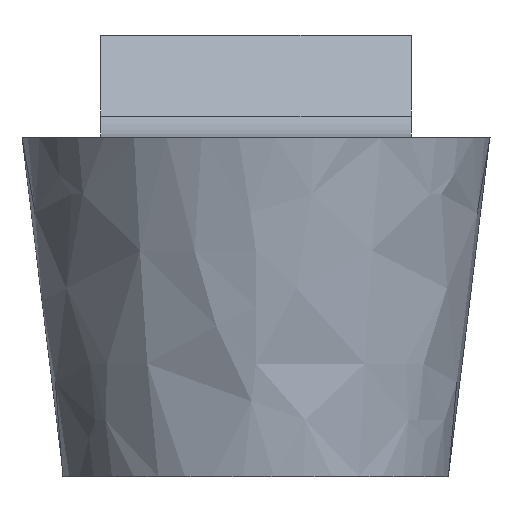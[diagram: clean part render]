
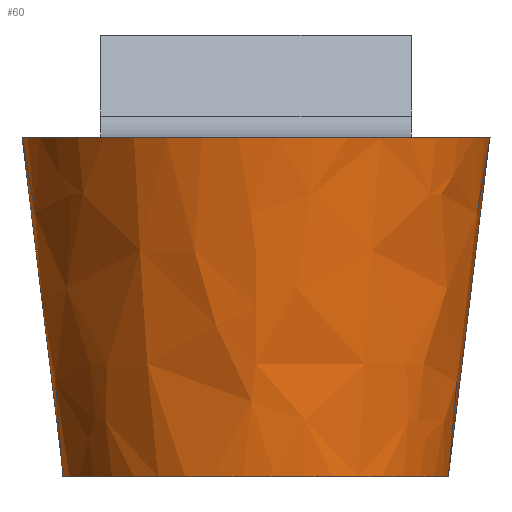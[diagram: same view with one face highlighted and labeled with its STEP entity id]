
A CAD part, front view. The second image highlights one B-rep face of the part: STEP entity #60.
In plain terms, the highlighted free-form (B-spline) face has degree [4, 3] with [11, 4] control points.
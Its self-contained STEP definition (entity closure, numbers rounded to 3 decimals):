
#36=(
BOUNDED_SURFACE()
B_SPLINE_SURFACE(4,3,((#731,#732,#733,#734),(#735,#736,#737,#738),(#739,
#740,#741,#742),(#743,#744,#745,#746),(#747,#748,#749,#750),(#751,#752,
#753,#754),(#755,#756,#757,#758),(#759,#760,#761,#762),(#763,#764,#765,
#766),(#767,#768,#769,#770),(#771,#772,#773,#774)),.UNSPECIFIED.,.F.,.F.,
 .F.)
B_SPLINE_SURFACE_WITH_KNOTS((5,3,3,5),(4,4),(0.,0.333,0.667,
1.),(0.,1.),.UNSPECIFIED.)
GEOMETRIC_REPRESENTATION_ITEM()
RATIONAL_B_SPLINE_SURFACE(((1.003,1.003,1.003,
1.003),(1.003,1.003,1.003,1.003),
(0.988,0.988,0.988,0.988),
(1.003,1.003,1.003,1.003),(1.003,
1.003,1.003,1.003),(0.988,
0.988,0.988,0.988),(1.003,
1.003,1.003,1.003),(1.003,1.003,
1.003,1.003),(0.988,0.988,
0.988,0.988),(1.003,1.003,
1.003,1.003),(1.003,1.003,1.003,
1.003)))
REPRESENTATION_ITEM('')
SURFACE()
);
#39=(
BOUNDED_CURVE()
B_SPLINE_CURVE(3,(#725,#726,#727,#728),.UNSPECIFIED.,.F.,.F.)
B_SPLINE_CURVE_WITH_KNOTS((4,4),(0.,1.),.UNSPECIFIED.)
CURVE()
GEOMETRIC_REPRESENTATION_ITEM()
RATIONAL_B_SPLINE_CURVE((1.003,1.003,1.003,
1.003))
REPRESENTATION_ITEM('')
);
#60=ADVANCED_FACE('',(#93),#36,.F.);
#93=FACE_OUTER_BOUND('',#113,.T.);
#113=EDGE_LOOP('',(#214,#215,#216,#217));
#214=ORIENTED_EDGE('',*,*,#314,.F.);
#215=ORIENTED_EDGE('',*,*,#321,.T.);
#216=ORIENTED_EDGE('',*,*,#284,.F.);
#217=ORIENTED_EDGE('',*,*,#320,.F.);
#248=VERTEX_POINT('',#605);
#249=VERTEX_POINT('',#616);
#266=VERTEX_POINT('',#678);
#267=VERTEX_POINT('',#689);
#284=EDGE_CURVE('',#248,#249,#407,.T.);
#314=EDGE_CURVE('',#266,#267,#410,.T.);
#320=EDGE_CURVE('',#267,#248,#39,.T.);
#321=EDGE_CURVE('',#266,#249,#359,.T.);
#359=LINE('',#730,#396);
#396=VECTOR('',#545,1.);
#407=B_SPLINE_CURVE_WITH_KNOTS('',3,(#606,#607,#608,#609,#610,#611,#612,
#613,#614,#615),.UNSPECIFIED.,.F.,.F.,(4,2,2,2,4),(0.,0.25,0.5,0.75,1.),
 .UNSPECIFIED.);
#410=B_SPLINE_CURVE_WITH_KNOTS('',3,(#679,#680,#681,#682,#683,#684,#685,
#686,#687,#688),.UNSPECIFIED.,.F.,.F.,(4,2,2,2,4),(0.,0.25,0.5,0.75,1.),
 .UNSPECIFIED.);
#545=DIRECTION('',(0.121,-0.011,-0.993));
#605=CARTESIAN_POINT('',(2.602,3.003,-4.584));
#606=CARTESIAN_POINT('',(2.602,3.003,-4.584));
#607=CARTESIAN_POINT('',(2.664,2.301,-4.584));
#608=CARTESIAN_POINT('',(2.402,1.524,-4.584));
#609=CARTESIAN_POINT('',(1.431,0.476,-4.584));
#610=CARTESIAN_POINT('',(0.738,0.163,-4.584));
#611=CARTESIAN_POINT('',(-0.738,0.163,-4.584));
#612=CARTESIAN_POINT('',(-1.421,0.465,-4.584));
#613=CARTESIAN_POINT('',(-2.412,1.534,-4.584));
#614=CARTESIAN_POINT('',(-2.663,2.309,-4.584));
#615=CARTESIAN_POINT('',(-2.602,3.003,-4.584));
#616=CARTESIAN_POINT('',(-2.602,3.003,-4.584));
#678=CARTESIAN_POINT('',(-3.163,3.052,0.));
#679=CARTESIAN_POINT('',(-3.163,3.052,0.));
#680=CARTESIAN_POINT('',(-3.238,2.198,0.));
#681=CARTESIAN_POINT('',(-2.923,1.258,0.));
#682=CARTESIAN_POINT('',(-1.736,-0.023,0.));
#683=CARTESIAN_POINT('',(-0.898,-0.4,0.));
#684=CARTESIAN_POINT('',(0.898,-0.4,0.));
#685=CARTESIAN_POINT('',(1.727,-0.033,0.));
#686=CARTESIAN_POINT('',(2.932,1.268,0.));
#687=CARTESIAN_POINT('',(3.237,2.208,0.));
#688=CARTESIAN_POINT('',(3.163,3.052,0.));
#689=CARTESIAN_POINT('',(3.163,3.052,0.));
#725=CARTESIAN_POINT('',(3.163,3.052,0.));
#726=CARTESIAN_POINT('',(2.976,3.035,-1.528));
#727=CARTESIAN_POINT('',(2.789,3.019,-3.056));
#728=CARTESIAN_POINT('',(2.602,3.003,-4.584));
#730=CARTESIAN_POINT('',(-2.883,3.027,-2.292));
#731=CARTESIAN_POINT('',(-3.163,3.052,0.));
#732=CARTESIAN_POINT('',(-2.976,3.035,-1.528));
#733=CARTESIAN_POINT('',(-2.789,3.019,-3.056));
#734=CARTESIAN_POINT('',(-2.602,3.003,-4.584));
#735=CARTESIAN_POINT('',(-3.236,2.221,0.));
#736=CARTESIAN_POINT('',(-3.044,2.254,-1.528));
#737=CARTESIAN_POINT('',(-2.853,2.287,-3.056));
#738=CARTESIAN_POINT('',(-2.662,2.32,-4.584));
#739=CARTESIAN_POINT('',(-3.023,1.257,0.));
#740=CARTESIAN_POINT('',(-2.844,1.347,-1.528));
#741=CARTESIAN_POINT('',(-2.666,1.436,-3.056));
#742=CARTESIAN_POINT('',(-2.487,1.526,-4.584));
#743=CARTESIAN_POINT('',(-2.376,0.51,0.));
#744=CARTESIAN_POINT('',(-2.236,0.644,-1.528));
#745=CARTESIAN_POINT('',(-2.095,0.778,-3.056));
#746=CARTESIAN_POINT('',(-1.955,0.912,-4.584));
#747=CARTESIAN_POINT('',(-0.957,-0.365,0.));
#748=CARTESIAN_POINT('',(-0.901,-0.179,-1.528));
#749=CARTESIAN_POINT('',(-0.844,0.006,-3.056));
#750=CARTESIAN_POINT('',(-0.788,0.192,-4.584));
#751=CARTESIAN_POINT('',(0.,-0.608,0.));
#752=CARTESIAN_POINT('',(0.,-0.408,-1.528));
#753=CARTESIAN_POINT('',(0.,-0.208,-3.056));
#754=CARTESIAN_POINT('',(0.,-0.008,-4.584));
#755=CARTESIAN_POINT('',(0.957,-0.365,0.));
#756=CARTESIAN_POINT('',(0.901,-0.179,-1.528));
#757=CARTESIAN_POINT('',(0.844,0.006,-3.056));
#758=CARTESIAN_POINT('',(0.788,0.192,-4.584));
#759=CARTESIAN_POINT('',(2.376,0.51,0.));
#760=CARTESIAN_POINT('',(2.236,0.644,-1.528));
#761=CARTESIAN_POINT('',(2.095,0.778,-3.056));
#762=CARTESIAN_POINT('',(1.955,0.912,-4.584));
#763=CARTESIAN_POINT('',(3.023,1.257,0.));
#764=CARTESIAN_POINT('',(2.844,1.347,-1.528));
#765=CARTESIAN_POINT('',(2.666,1.436,-3.056));
#766=CARTESIAN_POINT('',(2.487,1.526,-4.584));
#767=CARTESIAN_POINT('',(3.236,2.221,0.));
#768=CARTESIAN_POINT('',(3.044,2.254,-1.528));
#769=CARTESIAN_POINT('',(2.853,2.287,-3.056));
#770=CARTESIAN_POINT('',(2.662,2.32,-4.584));
#771=CARTESIAN_POINT('',(3.163,3.052,0.));
#772=CARTESIAN_POINT('',(2.976,3.035,-1.528));
#773=CARTESIAN_POINT('',(2.789,3.019,-3.056));
#774=CARTESIAN_POINT('',(2.602,3.003,-4.584));
